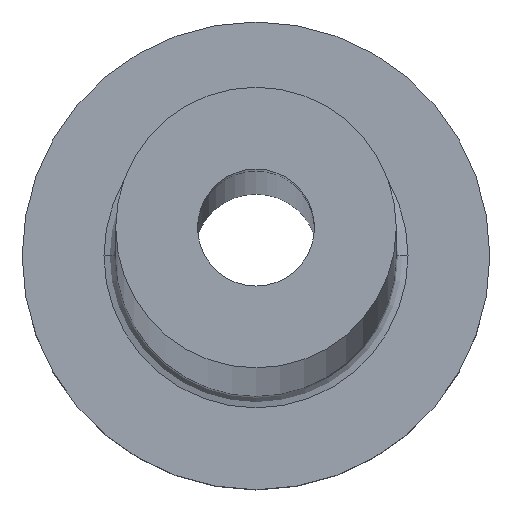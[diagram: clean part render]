
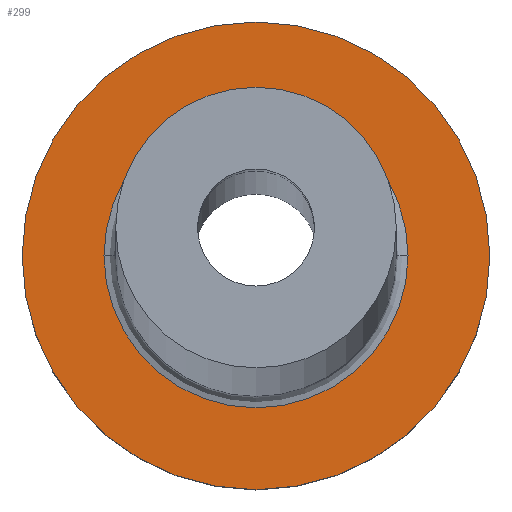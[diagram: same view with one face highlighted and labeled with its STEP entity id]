
A CAD part, top view. The second image highlights one B-rep face of the part: STEP entity #299.
In plain terms, the highlighted planar face has unit normal (0, 0, 1).
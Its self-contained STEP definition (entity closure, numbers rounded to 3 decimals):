
#15 = ORIENTED_EDGE ( 'NONE', *, *, #425, .T. ) ;
#25 = AXIS2_PLACEMENT_3D ( 'NONE', #56, #298, #193 ) ;
#27 = FACE_OUTER_BOUND ( 'NONE', #296, .T. ) ;
#29 = DIRECTION ( 'NONE',  ( 0., 0., 1. ) ) ;
#40 = EDGE_CURVE ( 'NONE', #357, #358, #102, .T. ) ;
#51 = AXIS2_PLACEMENT_3D ( 'NONE', #308, #451, #231 ) ;
#53 = ORIENTED_EDGE ( 'NONE', *, *, #40, .T. ) ;
#55 = ORIENTED_EDGE ( 'NONE', *, *, #221, .T. ) ;
#56 = CARTESIAN_POINT ( 'NONE',  ( 0., 0., 7. ) ) ;
#71 = AXIS2_PLACEMENT_3D ( 'NONE', #246, #386, #76 ) ;
#76 = DIRECTION ( 'NONE',  ( 1., 0., 0. ) ) ;
#102 = CIRCLE ( 'NONE', #51, 6.5 ) ;
#110 = CIRCLE ( 'NONE', #348, 10. ) ;
#119 = FACE_BOUND ( 'NONE', #392, .T. ) ;
#141 = VERTEX_POINT ( 'NONE', #311 ) ;
#147 = CIRCLE ( 'NONE', #446, 6.5 ) ;
#154 = CARTESIAN_POINT ( 'NONE',  ( 0., 0., 7. ) ) ;
#156 = DIRECTION ( 'NONE',  ( 0., 0., -1. ) ) ;
#174 = ORIENTED_EDGE ( 'NONE', *, *, #290, .T. ) ;
#193 = DIRECTION ( 'NONE',  ( 1., 0., 0. ) ) ;
#221 = EDGE_CURVE ( 'NONE', #358, #357, #147, .T. ) ;
#231 = DIRECTION ( 'NONE',  ( 1., 0., 0. ) ) ;
#246 = CARTESIAN_POINT ( 'NONE',  ( 0., 0., 7. ) ) ;
#251 = CIRCLE ( 'NONE', #25, 10. ) ;
#261 = DIRECTION ( 'NONE',  ( 1., 0., 0. ) ) ;
#290 = EDGE_CURVE ( 'NONE', #292, #141, #251, .T. ) ;
#292 = VERTEX_POINT ( 'NONE', #341 ) ;
#296 = EDGE_LOOP ( 'NONE', ( #15, #174 ) ) ;
#298 = DIRECTION ( 'NONE',  ( 0., 0., 1. ) ) ;
#299 = ADVANCED_FACE ( 'NONE', ( #119, #27 ), #304, .T. ) ;
#304 = PLANE ( 'NONE',  #71 ) ;
#308 = CARTESIAN_POINT ( 'NONE',  ( 0., 0., 7. ) ) ;
#311 = CARTESIAN_POINT ( 'NONE',  ( -10., 0., 7. ) ) ;
#326 = CARTESIAN_POINT ( 'NONE',  ( 6.5, 0., 7. ) ) ;
#341 = CARTESIAN_POINT ( 'NONE',  ( 10., 0., 7. ) ) ;
#345 = DIRECTION ( 'NONE',  ( 1., 0., 0. ) ) ;
#348 = AXIS2_PLACEMENT_3D ( 'NONE', #447, #29, #345 ) ;
#356 = CARTESIAN_POINT ( 'NONE',  ( -6.5, 0., 7. ) ) ;
#357 = VERTEX_POINT ( 'NONE', #356 ) ;
#358 = VERTEX_POINT ( 'NONE', #326 ) ;
#386 = DIRECTION ( 'NONE',  ( 0., 0., 1. ) ) ;
#392 = EDGE_LOOP ( 'NONE', ( #55, #53 ) ) ;
#425 = EDGE_CURVE ( 'NONE', #141, #292, #110, .T. ) ;
#446 = AXIS2_PLACEMENT_3D ( 'NONE', #154, #156, #261 ) ;
#447 = CARTESIAN_POINT ( 'NONE',  ( 0., 0., 7. ) ) ;
#451 = DIRECTION ( 'NONE',  ( 0., 0., -1. ) ) ;
